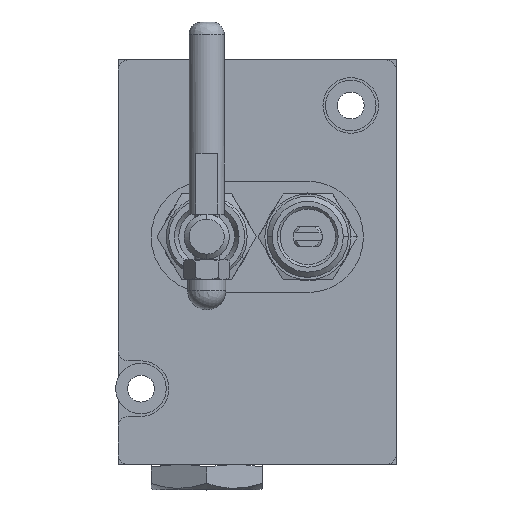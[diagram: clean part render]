
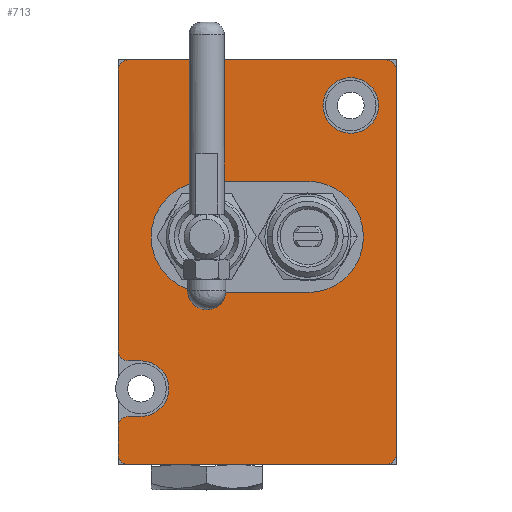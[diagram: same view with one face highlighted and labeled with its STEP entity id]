
A CAD part, top view. The second image highlights one B-rep face of the part: STEP entity #713.
In plain terms, the highlighted planar face has unit normal (0, 0, 1).
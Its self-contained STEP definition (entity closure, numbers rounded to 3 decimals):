
#207=DIRECTION('',(0.,-1.,0.));
#208=VECTOR('',#207,20.);
#209=CARTESIAN_POINT('',(6.,10.,1.6));
#210=LINE('',#209,#208);
#214=CARTESIAN_POINT('',(-5.,10.,1.6));
#215=DIRECTION('',(0.,0.,-1.));
#216=DIRECTION('',(-1.,0.,0.));
#217=AXIS2_PLACEMENT_3D('',#214,#215,#216);
#222=DIRECTION('',(0.,1.,0.));
#223=VECTOR('',#222,20.);
#224=CARTESIAN_POINT('',(-16.,-10.,1.6));
#225=LINE('',#224,#223);
#229=CARTESIAN_POINT('',(-5.,-10.,1.6));
#230=DIRECTION('',(0.,0.,-1.));
#231=DIRECTION('',(1.,0.,0.));
#232=AXIS2_PLACEMENT_3D('',#229,#230,#231);
#237=CARTESIAN_POINT('',(-31.,18.5,1.6));
#238=DIRECTION('',(0.,0.,1.));
#239=DIRECTION('',(1.,0.,0.));
#240=AXIS2_PLACEMENT_3D('',#237,#238,#239);
#245=CARTESIAN_POINT('',(-31.,18.5,1.6));
#246=DIRECTION('',(0.,0.,1.));
#247=DIRECTION('',(-1.,0.,0.));
#248=AXIS2_PLACEMENT_3D('',#245,#246,#247);
#253=CARTESIAN_POINT('',(38.,25.5,1.6));
#254=DIRECTION('',(0.,0.,1.));
#255=DIRECTION('',(1.,0.,0.));
#256=AXIS2_PLACEMENT_3D('',#253,#254,#255);
#261=DIRECTION('',(0.,1.,0.));
#262=VECTOR('',#261,51.);
#263=CARTESIAN_POINT('',(40.,-25.5,1.6));
#264=LINE('',#263,#262);
#268=CARTESIAN_POINT('',(38.,-25.5,1.6));
#269=DIRECTION('',(0.,0.,1.));
#270=DIRECTION('',(0.,-1.,0.));
#271=AXIS2_PLACEMENT_3D('',#268,#269,#270);
#276=DIRECTION('',(1.,0.,0.));
#277=VECTOR('',#276,5.5);
#278=CARTESIAN_POINT('',(32.5,-27.5,1.6));
#279=LINE('',#278,#277);
#283=CARTESIAN_POINT('',(32.5,-25.5,1.6));
#284=DIRECTION('',(0.,0.,1.));
#285=DIRECTION('',(-1.,0.,0.));
#286=AXIS2_PLACEMENT_3D('',#283,#284,#285);
#291=DIRECTION('',(0.,1.,0.));
#292=VECTOR('',#291,2.5);
#293=CARTESIAN_POINT('',(30.5,-25.5,1.6));
#294=LINE('',#293,#292);
#298=DIRECTION('',(0.,1.,0.));
#299=VECTOR('',#298,2.5);
#300=CARTESIAN_POINT('',(19.5,-25.5,1.6));
#301=LINE('',#300,#299);
#305=CARTESIAN_POINT('',(17.5,-25.5,1.6));
#306=DIRECTION('',(0.,0.,1.));
#307=DIRECTION('',(0.,-1.,0.));
#308=AXIS2_PLACEMENT_3D('',#305,#306,#307);
#313=DIRECTION('',(1.,0.,0.));
#314=VECTOR('',#313,55.5);
#315=CARTESIAN_POINT('',(-38.,-27.5,1.6));
#316=LINE('',#315,#314);
#320=CARTESIAN_POINT('',(-38.,-25.5,1.6));
#321=DIRECTION('',(0.,0.,1.));
#322=DIRECTION('',(-1.,0.,0.));
#323=AXIS2_PLACEMENT_3D('',#320,#321,#322);
#328=DIRECTION('',(0.,-1.,0.));
#329=VECTOR('',#328,51.);
#330=CARTESIAN_POINT('',(-40.,25.5,1.6));
#331=LINE('',#330,#329);
#335=CARTESIAN_POINT('',(-38.,25.5,1.6));
#336=DIRECTION('',(0.,0.,1.));
#337=DIRECTION('',(0.,1.,0.));
#338=AXIS2_PLACEMENT_3D('',#335,#336,#337);
#343=DIRECTION('',(-1.,0.,0.));
#344=VECTOR('',#343,76.);
#345=CARTESIAN_POINT('',(38.,27.5,1.6));
#346=LINE('',#345,#344);
#420=CARTESIAN_POINT('',(25.,-23.,1.6));
#421=DIRECTION('',(0.,0.,-1.));
#422=DIRECTION('',(-1.,0.,0.));
#423=AXIS2_PLACEMENT_3D('',#420,#421,#422);
#486=CARTESIAN_POINT('',(6.,10.,1.6));
#487=CARTESIAN_POINT('',(6.,-10.,1.6));
#488=VERTEX_POINT('',#486);
#489=VERTEX_POINT('',#487);
#490=CARTESIAN_POINT('',(-16.,-10.,1.6));
#491=VERTEX_POINT('',#490);
#492=CARTESIAN_POINT('',(-16.,10.,1.6));
#493=VERTEX_POINT('',#492);
#498=CARTESIAN_POINT('',(-25.5,18.5,1.6));
#499=CARTESIAN_POINT('',(-36.5,18.5,1.6));
#500=VERTEX_POINT('',#498);
#501=VERTEX_POINT('',#499);
#506=CARTESIAN_POINT('',(40.,25.5,1.6));
#507=VERTEX_POINT('',#506);
#508=CARTESIAN_POINT('',(38.,27.5,1.6));
#509=VERTEX_POINT('',#508);
#514=CARTESIAN_POINT('',(38.,-27.5,1.6));
#515=VERTEX_POINT('',#514);
#516=CARTESIAN_POINT('',(40.,-25.5,1.6));
#517=VERTEX_POINT('',#516);
#522=CARTESIAN_POINT('',(-40.,-25.5,1.6));
#523=VERTEX_POINT('',#522);
#524=CARTESIAN_POINT('',(-38.,-27.5,1.6));
#525=VERTEX_POINT('',#524);
#530=CARTESIAN_POINT('',(-38.,27.5,1.6));
#531=VERTEX_POINT('',#530);
#532=CARTESIAN_POINT('',(-40.,25.5,1.6));
#533=VERTEX_POINT('',#532);
#535=CARTESIAN_POINT('',(19.5,-23.,1.6));
#537=VERTEX_POINT('',#535);
#539=CARTESIAN_POINT('',(30.5,-23.,1.6));
#541=VERTEX_POINT('',#539);
#546=CARTESIAN_POINT('',(17.5,-27.5,1.6));
#547=VERTEX_POINT('',#546);
#548=CARTESIAN_POINT('',(32.5,-27.5,1.6));
#549=VERTEX_POINT('',#548);
#550=CARTESIAN_POINT('',(19.5,-25.5,1.6));
#551=VERTEX_POINT('',#550);
#556=CARTESIAN_POINT('',(30.5,-25.5,1.6));
#557=VERTEX_POINT('',#556);
#666=CARTESIAN_POINT('',(0.,0.,1.6));
#667=DIRECTION('',(0.,0.,1.));
#668=DIRECTION('',(1.,0.,0.));
#669=AXIS2_PLACEMENT_3D('',#666,#667,#668);
#670=PLANE('',#669);
#672=ORIENTED_EDGE('',*,*,#671,.F.);
#674=ORIENTED_EDGE('',*,*,#673,.F.);
#676=ORIENTED_EDGE('',*,*,#675,.F.);
#678=ORIENTED_EDGE('',*,*,#677,.F.);
#680=ORIENTED_EDGE('',*,*,#679,.F.);
#682=ORIENTED_EDGE('',*,*,#681,.T.);
#684=ORIENTED_EDGE('',*,*,#683,.F.);
#686=ORIENTED_EDGE('',*,*,#685,.F.);
#688=ORIENTED_EDGE('',*,*,#687,.F.);
#690=ORIENTED_EDGE('',*,*,#689,.F.);
#692=ORIENTED_EDGE('',*,*,#691,.F.);
#694=ORIENTED_EDGE('',*,*,#693,.F.);
#696=ORIENTED_EDGE('',*,*,#695,.F.);
#698=ORIENTED_EDGE('',*,*,#697,.F.);
#699=EDGE_LOOP('',(#672,#674,#676,#678,#680,#682,#684,#686,#688,#690,#692,#694,
#696,#698));
#700=FACE_OUTER_BOUND('',#699,.F.);
#702=ORIENTED_EDGE('',*,*,#701,.T.);
#704=ORIENTED_EDGE('',*,*,#703,.T.);
#705=EDGE_LOOP('',(#702,#704));
#706=FACE_BOUND('',#705,.F.);
#707=ORIENTED_EDGE('',*,*,#618,.F.);
#708=ORIENTED_EDGE('',*,*,#633,.F.);
#709=ORIENTED_EDGE('',*,*,#647,.F.);
#710=ORIENTED_EDGE('',*,*,#660,.F.);
#711=EDGE_LOOP('',(#707,#708,#709,#710));
#712=FACE_BOUND('',#711,.F.);
#713=ADVANCED_FACE('',(#700,#706,#712),#670,.T.);
#218=CIRCLE('',#217,11.);
#233=CIRCLE('',#232,11.);
#241=CIRCLE('',#240,5.5);
#249=CIRCLE('',#248,5.5);
#257=CIRCLE('',#256,2.);
#272=CIRCLE('',#271,2.);
#287=CIRCLE('',#286,2.);
#309=CIRCLE('',#308,2.);
#324=CIRCLE('',#323,2.);
#339=CIRCLE('',#338,2.);
#424=CIRCLE('',#423,5.5);
#618=EDGE_CURVE('',#488,#489,#210,.T.);
#633=EDGE_CURVE('',#493,#488,#218,.T.);
#647=EDGE_CURVE('',#491,#493,#225,.T.);
#660=EDGE_CURVE('',#489,#491,#233,.T.);
#671=EDGE_CURVE('',#507,#509,#257,.T.);
#673=EDGE_CURVE('',#517,#507,#264,.T.);
#675=EDGE_CURVE('',#515,#517,#272,.T.);
#677=EDGE_CURVE('',#549,#515,#279,.T.);
#679=EDGE_CURVE('',#557,#549,#287,.T.);
#681=EDGE_CURVE('',#557,#541,#294,.T.);
#683=EDGE_CURVE('',#537,#541,#424,.T.);
#685=EDGE_CURVE('',#551,#537,#301,.T.);
#687=EDGE_CURVE('',#547,#551,#309,.T.);
#689=EDGE_CURVE('',#525,#547,#316,.T.);
#691=EDGE_CURVE('',#523,#525,#324,.T.);
#693=EDGE_CURVE('',#533,#523,#331,.T.);
#695=EDGE_CURVE('',#531,#533,#339,.T.);
#697=EDGE_CURVE('',#509,#531,#346,.T.);
#701=EDGE_CURVE('',#500,#501,#241,.T.);
#703=EDGE_CURVE('',#501,#500,#249,.T.);
